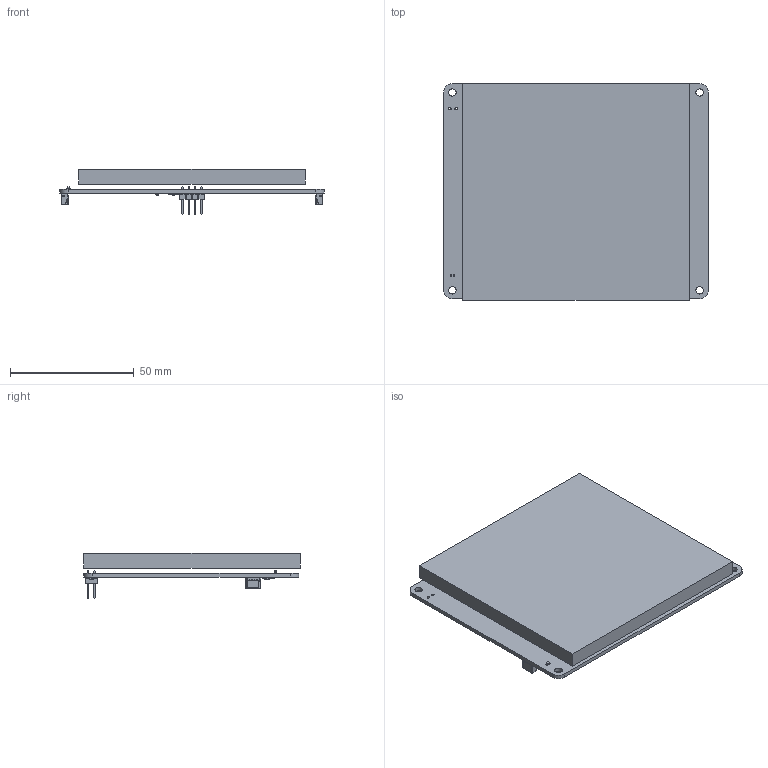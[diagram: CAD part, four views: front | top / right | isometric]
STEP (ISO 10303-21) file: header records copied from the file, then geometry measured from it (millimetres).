
FILE_DESCRIPTION(('Open CASCADE Model'),'2;1');
FILE_NAME('Open CASCADE Shape Model','2025-04-28T08:11:54',('Author'),( 'Open CASCADE'),'Open CASCADE STEP processor 7.5','Open CASCADE 7.5' ,'Unknown');
FILE_SCHEMA(('AUTOMOTIVE_DESIGN { 1 0 10303 214 1 1 1 1 }'));
Length unit declared in the file: millimetre
Products named in the file (35): PCB; Board; Open CASCADE STEP translator 7.5 2.1.1; C3; 0805 SMD Capacitor; J3; Conn_Samtec_HTSW-104-07-G-D_eec; HTSW-104-07-G-D_body; T-1S6-07-HTSW-1--07-4-D; STAT1; 0603 LED Green; Solid1; Solid4; R4; User Library-R SMD 0402; User Library-R SMD 0402_0402 BODY; User Library-R SMD 0402_0402 PAD; User Library-R SMD 0402_0402 OPIS; U; DUELink-U-Connector-BM04B-SRSS-TB; D; DUELink-Connector-BM04B-SRSS-TB; C2; C1; C0402; Free-Models; STM32-QFN32; 5529376384; Extruded
Assembly tree (36 placements, depth 4):
  PCB
    Board
      Open CASCADE STEP translator 7.5 2.1.1
    C3
      0805 SMD Capacitor
    J3
      Conn_Samtec_HTSW-104-07-G-D_eec
        HTSW-104-07-G-D_body
        T-1S6-07-HTSW-1--07-4-D
    STAT1
      0603 LED Green
        Solid1
        Solid4
        Solid1
        Solid1
        Solid4
        Solid1
        Solid1
        Solid1
    R4
      User Library-R SMD 0402
        User Library-R SMD 0402_0402 BODY
        User Library-R SMD 0402_0402 PAD  x2
        User Library-R SMD 0402_0402 OPIS
    U
      DUELink-U-Connector-BM04B-SRSS-TB
    D
      DUELink-Connector-BM04B-SRSS-TB
    C2
      0805 SMD Capacitor
    C1
      C0402
    Free-Models
      STM32-QFN32
      5529376384
        Extruded
Bounding box: 107 x 87.5 x 18.31 mm (x, y, z)
Volume: 63037.5 mm3; surface area: 38474.9 mm2
Topology: 83 solids, 83 shells, 1721 faces, 5671 edges, 5562 vertices
Faces by surface type: plane 1346, cylinder 232, bspline 119, sphere 16, revolution 8
Full cylindrical faces by diameter (mm): 1.016 x2, 1.02 x8, 3 x4
Entity records: 67621 total; most frequent: CARTESIAN_POINT 16897, DIRECTION 8919, ORIENTED_EDGE 7982, LINE 4759, VECTOR 4759, EDGE_CURVE 3991, VERTEX_POINT 2562, AXIS2_PLACEMENT_3D 2076
